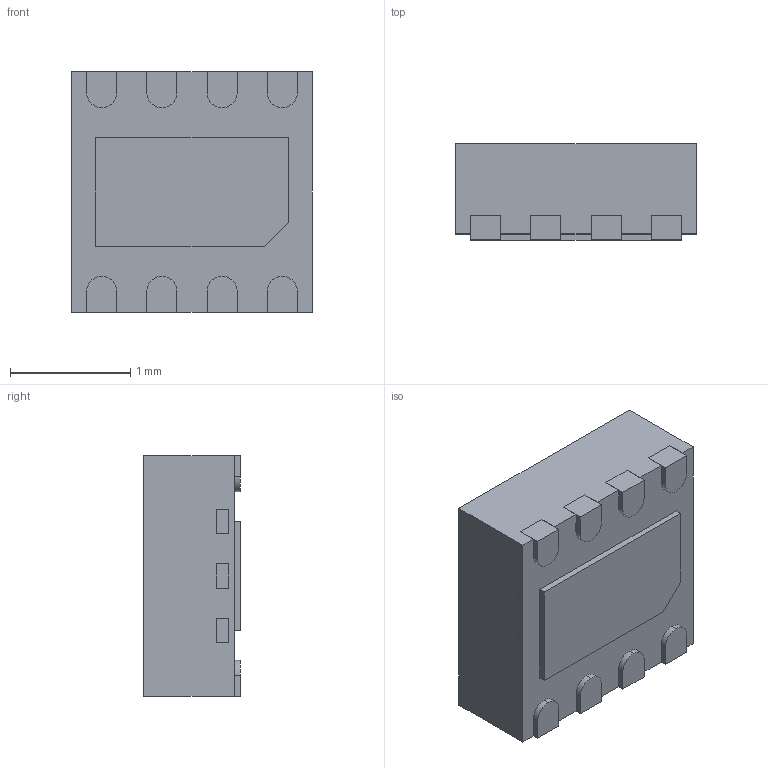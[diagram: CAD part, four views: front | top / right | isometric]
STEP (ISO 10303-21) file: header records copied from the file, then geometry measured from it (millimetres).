
FILE_DESCRIPTION (( 'STEP AP214' ), '1' );
FILE_NAME ('DRV8837DSGR.STEP', '2019-03-20T22:02:48', ( '' ), ( '' ), 'SwSTEP 2.0', 'SolidWorks 2017', '' );
FILE_SCHEMA (( 'AUTOMOTIVE_DESIGN' ));
Length unit declared in the file: millimetre
Products named in the file (1): DRV8837DSGR
Bounding box: 2 x 0.8 x 2 mm (x, y, z)
Volume: 3.1 mm3; surface area: 23.2 mm2
Topology: 17 solids, 17 shells, 180 faces, 414 edges, 276 vertices
Faces by surface type: plane 152, cylinder 28
Entity records: 5410 total; most frequent: CARTESIAN_POINT 871, DIRECTION 832, ORIENTED_EDGE 828, EDGE_CURVE 414, LINE 358, VECTOR 358, VERTEX_POINT 276, AXIS2_PLACEMENT_3D 237
